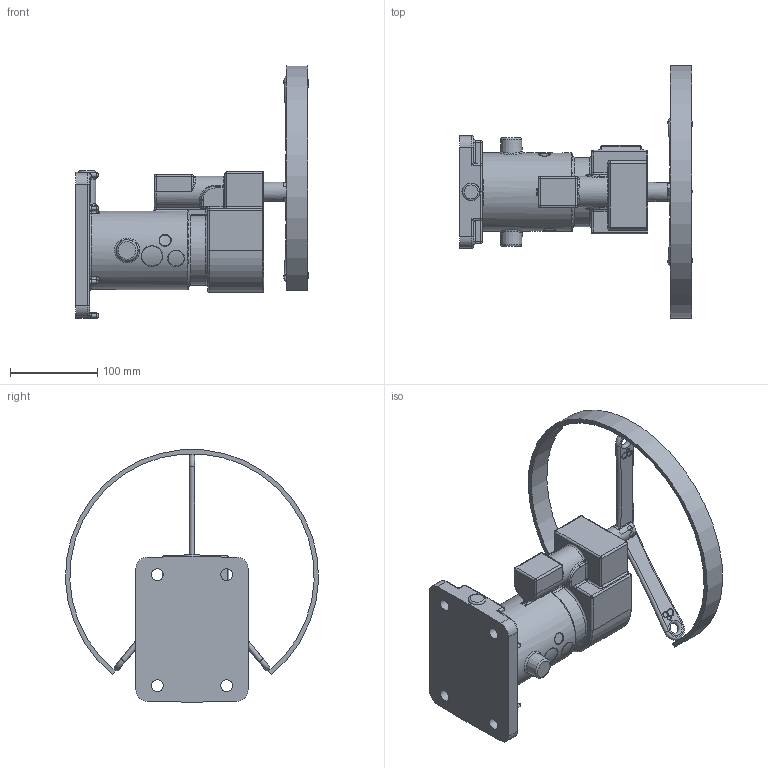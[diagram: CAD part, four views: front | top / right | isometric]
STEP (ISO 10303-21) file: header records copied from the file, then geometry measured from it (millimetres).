
FILE_DESCRIPTION(/* description */ (''),/* implementation_level */ '2;1');
FILE_NAME(/* name */ 'PS JI 2460_SLD with HandleSwing Ring.stp',/* time_stamp */ '2023-03-05T10:25:45+10:00',/* author */ ('a.tao491'),/* organization */ (''),/* preprocessor_version */ 'ST-DEVELOPER v16.5',/* originating_system */ 'Autodesk Inventor 2017',/* authorisation */ '');
FILE_SCHEMA (('AUTOMOTIVE_DESIGN { 1 0 10303 214 3 1 1 }'));
Products named in the file (7): PS JI 2460_SLD with HandleSwing RS2405_SLD; 2460_SLD; RS2405_SLD; 1550; 2746; 1581; PS JI HandleSwing Ring
Assembly tree (8 placements, depth 3):
  PS JI 2460_SLD with HandleSwing RS2405_SLD
    2460_SLD
    RS2405_SLD  x3
      1550
      2746
      1581
    PS JI HandleSwing Ring
Bounding box: 266.46 x 289.75 x 289.18 mm (x, y, z)
Volume: 2160843.5 mm3; surface area: 227264.4 mm2
Topology: 11 solids, 11 shells, 526 faces, 1169 edges, 683 vertices
Faces by surface type: cylinder 176, plane 121, torus 113, bspline 64, sphere 30, cone 22
Full cylindrical faces by diameter (mm): 2.7 x2, 6 x6, 7 x3, 13.5 x4, 22 x3, 90 x1
Entity records: 38484 total; most frequent: CARTESIAN_POINT 29083, DIRECTION 1956, ORIENTED_EDGE 1752, EDGE_CURVE 876, AXIS2_PLACEMENT_3D 822, VERTEX_POINT 519, EDGE_LOOP 481, CIRCLE 427
